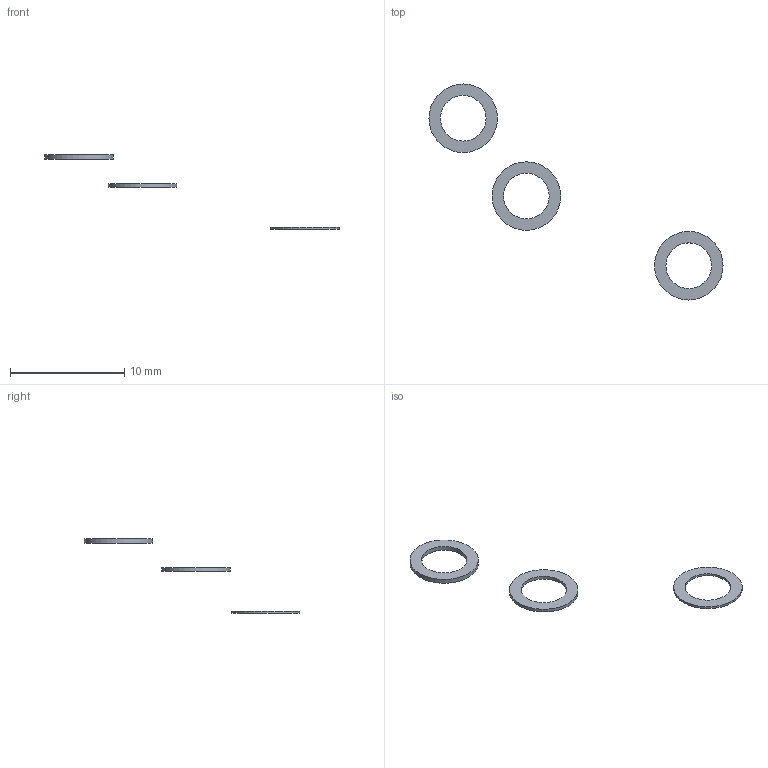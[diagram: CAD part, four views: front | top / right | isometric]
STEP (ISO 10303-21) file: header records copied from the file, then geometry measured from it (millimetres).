
FILE_DESCRIPTION(/* description */ (''),/* implementation_level */ '2;1');
FILE_NAME(/* name */ 'separator.stp',/* time_stamp */ '2026-03-19T20:28:42+01:00',/* author */ ('Wendelin'),/* organization */ (''),/* preprocessor_version */ 'ST-DEVELOPER v20',/* originating_system */ 'Autodesk Inventor 2024',/* authorisation */ '');
FILE_SCHEMA (('AUTOMOTIVE_DESIGN { 1 0 10303 214 3 1 1 }'));
Length unit declared in the file: millimetre
Products named in the file (4): separator; 0_2_sep; 0_3_sep; 0_4_sep
Assembly tree (3 placements, depth 2):
  separator
    0_2_sep
    0_3_sep
    0_4_sep
Bounding box: 25.75 x 18.9 x 6.55 mm (x, y, z)
Volume: 14.1 mm3; surface area: 122.5 mm2
Topology: 3 solids, 3 shells, 12 faces, 18 edges, 12 vertices
Faces by surface type: cylinder 6, plane 6
Full cylindrical faces by diameter (mm): 4 x3, 6 x3
Entity records: 431 total; most frequent: DIRECTION 68, CARTESIAN_POINT 49, ORIENTED_EDGE 36, AXIS2_PLACEMENT_3D 31, EDGE_LOOP 18, EDGE_CURVE 18, FACE_OUTER_BOUND 12, CIRCLE 12
